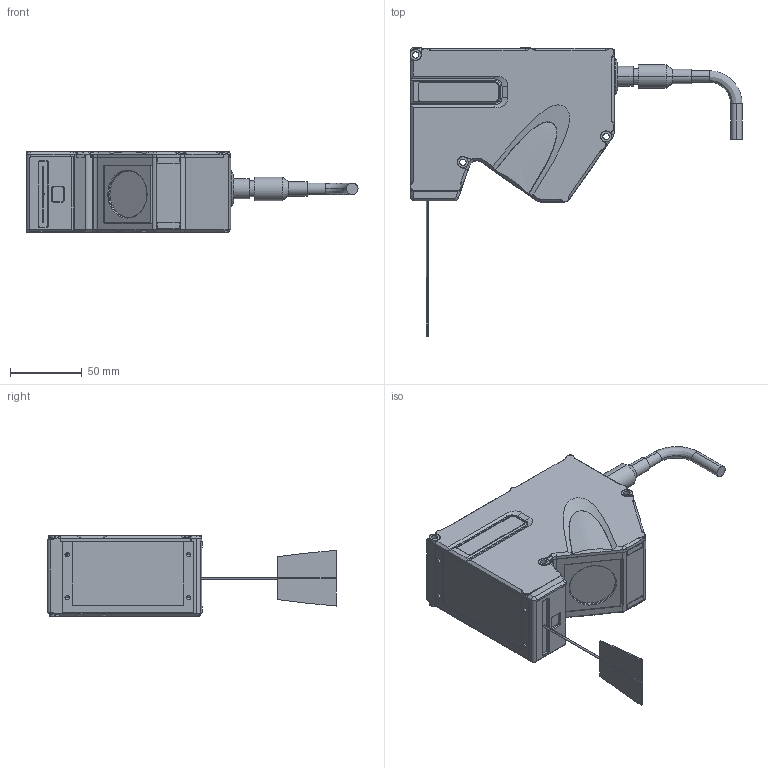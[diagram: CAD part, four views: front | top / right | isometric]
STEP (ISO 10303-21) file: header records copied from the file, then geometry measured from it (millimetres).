
FILE_DESCRIPTION (( 'STEP AP203' ), '1' );
FILE_NAME ('AS_105251.stp', '2021-08-31T02:13:49', ( '' ), ( '' ), 'SwSTEP 2.0', 'SolidWorks 2021', '' );
FILE_SCHEMA (( 'CONFIG_CONTROL_DESIGN' ));
Length unit declared in the file: millimetre
Products named in the file (1): AS_105251
Bounding box: 232 x 201.5 x 57 mm (x, y, z)
Volume: 771587.6 mm3; surface area: 67525.4 mm2
Topology: 3 solids, 3 shells, 400 faces, 1062 edges, 676 vertices
Faces by surface type: plane 189, cylinder 112, cone 52, bspline 47
Entity records: 20558 total; most frequent: CARTESIAN_POINT 10894, ORIENTED_EDGE 2100, DIRECTION 1858, EDGE_CURVE 1050, VERTEX_POINT 676, AXIS2_PLACEMENT_3D 635, LINE 588, VECTOR 588
